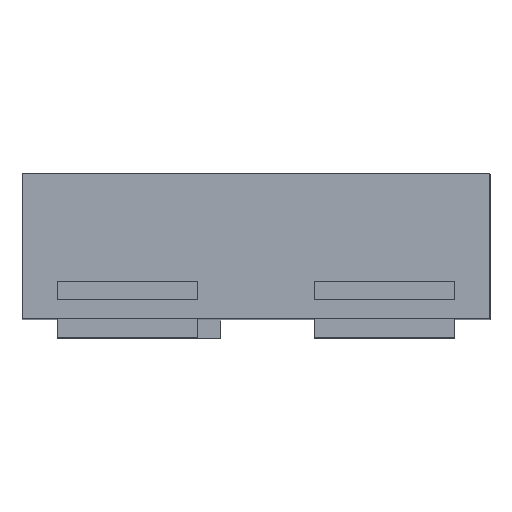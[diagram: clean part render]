
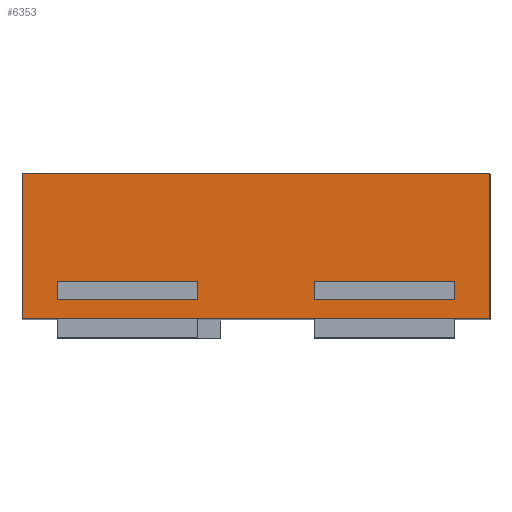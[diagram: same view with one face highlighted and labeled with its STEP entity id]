
A CAD part, top view. The second image highlights one B-rep face of the part: STEP entity #6353.
In plain terms, the highlighted planar face has unit normal (0, 0, 1).
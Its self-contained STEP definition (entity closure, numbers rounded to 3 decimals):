
#67 = VECTOR ( 'NONE', #2784, 1000. ) ;
#157 = LINE ( 'NONE', #3871, #1084 ) ;
#191 = CARTESIAN_POINT ( 'NONE',  ( 0.125, 0.12, 0.675 ) ) ;
#397 = LINE ( 'NONE', #3268, #3240 ) ;
#410 = ORIENTED_EDGE ( 'NONE', *, *, #1294, .T. ) ;
#518 = VERTEX_POINT ( 'NONE', #1845 ) ;
#791 = VERTEX_POINT ( 'NONE', #6156 ) ;
#816 = ORIENTED_EDGE ( 'NONE', *, *, #4439, .F. ) ;
#903 = VECTOR ( 'NONE', #5179, 1000. ) ;
#936 = EDGE_CURVE ( 'NONE', #3785, #3637, #157, .T. ) ;
#957 = LINE ( 'NONE', #6126, #3334 ) ;
#969 = ORIENTED_EDGE ( 'NONE', *, *, #1352, .T. ) ;
#989 = CARTESIAN_POINT ( 'NONE',  ( -0.5, 2.38, 0.675 ) ) ;
#1084 = VECTOR ( 'NONE', #3325, 1000. ) ;
#1159 = ORIENTED_EDGE ( 'NONE', *, *, #3835, .T. ) ;
#1207 = LINE ( 'NONE', #1903, #67 ) ;
#1294 = EDGE_CURVE ( 'NONE', #5771, #2913, #2724, .T. ) ;
#1349 = ORIENTED_EDGE ( 'NONE', *, *, #3500, .T. ) ;
#1352 = EDGE_CURVE ( 'NONE', #3880, #3785, #4781, .T. ) ;
#1386 = ORIENTED_EDGE ( 'NONE', *, *, #4238, .T. ) ;
#1441 = CARTESIAN_POINT ( 'NONE',  ( -0.125, 0.12, 0.675 ) ) ;
#1532 = DIRECTION ( 'NONE',  ( 0., 0., -1. ) ) ;
#1538 = DIRECTION ( 'NONE',  ( 0., -1., 0. ) ) ;
#1547 = CARTESIAN_POINT ( 'NONE',  ( 0.425, 0.12, 0.675 ) ) ;
#1624 = VERTEX_POINT ( 'NONE', #1441 ) ;
#1765 = LINE ( 'NONE', #6342, #5835 ) ;
#1810 = CARTESIAN_POINT ( 'NONE',  ( 0.5, 0.04, 0.675 ) ) ;
#1819 = CARTESIAN_POINT ( 'NONE',  ( -0.5, 0.04, 0.675 ) ) ;
#1845 = CARTESIAN_POINT ( 'NONE',  ( -0.125, 0.08, 0.675 ) ) ;
#1902 = VERTEX_POINT ( 'NONE', #4921 ) ;
#1903 = CARTESIAN_POINT ( 'NONE',  ( -0.425, 0.12, 0.675 ) ) ;
#1913 = EDGE_LOOP ( 'NONE', ( #410, #6312, #1159, #1349 ) ) ;
#1941 = ORIENTED_EDGE ( 'NONE', *, *, #5563, .T. ) ;
#1952 = VECTOR ( 'NONE', #5958, 1000. ) ;
#2299 = FACE_OUTER_BOUND ( 'NONE', #5125, .T. ) ;
#2724 = LINE ( 'NONE', #3641, #903 ) ;
#2749 = LINE ( 'NONE', #3699, #3073 ) ;
#2774 = DIRECTION ( 'NONE',  ( -1., 0., 0. ) ) ;
#2784 = DIRECTION ( 'NONE',  ( 1., 0., 0. ) ) ;
#2887 = DIRECTION ( 'NONE',  ( 0., 1., 0. ) ) ;
#2913 = VERTEX_POINT ( 'NONE', #3767 ) ;
#2990 = ORIENTED_EDGE ( 'NONE', *, *, #3690, .F. ) ;
#3057 = PLANE ( 'NONE',  #3979 ) ;
#3073 = VECTOR ( 'NONE', #5123, 1000. ) ;
#3240 = VECTOR ( 'NONE', #2774, 1000. ) ;
#3268 = CARTESIAN_POINT ( 'NONE',  ( -0.425, 0.08, 0.675 ) ) ;
#3278 = VECTOR ( 'NONE', #4800, 1000. ) ;
#3325 = DIRECTION ( 'NONE',  ( -1., 0., 0. ) ) ;
#3334 = VECTOR ( 'NONE', #4623, 1000. ) ;
#3416 = EDGE_CURVE ( 'NONE', #2913, #1624, #1207, .T. ) ;
#3475 = LINE ( 'NONE', #6444, #3957 ) ;
#3500 = EDGE_CURVE ( 'NONE', #518, #5771, #397, .T. ) ;
#3583 = EDGE_CURVE ( 'NONE', #3637, #4978, #3475, .T. ) ;
#3637 = VERTEX_POINT ( 'NONE', #5441 ) ;
#3638 = LINE ( 'NONE', #5923, #3888 ) ;
#3641 = CARTESIAN_POINT ( 'NONE',  ( -0.425, 0.08, 0.675 ) ) ;
#3690 = EDGE_CURVE ( 'NONE', #791, #1902, #3638, .T. ) ;
#3699 = CARTESIAN_POINT ( 'NONE',  ( -0.125, 0.08, 0.675 ) ) ;
#3767 = CARTESIAN_POINT ( 'NONE',  ( -0.425, 0.12, 0.675 ) ) ;
#3785 = VERTEX_POINT ( 'NONE', #4027 ) ;
#3835 = EDGE_CURVE ( 'NONE', #1624, #518, #2749, .T. ) ;
#3837 = CARTESIAN_POINT ( 'NONE',  ( 0.425, 0.08, 0.675 ) ) ;
#3871 = CARTESIAN_POINT ( 'NONE',  ( 0.425, 0.08, 0.675 ) ) ;
#3880 = VERTEX_POINT ( 'NONE', #1547 ) ;
#3888 = VECTOR ( 'NONE', #5463, 1000. ) ;
#3948 = LINE ( 'NONE', #4411, #1952 ) ;
#3957 = VECTOR ( 'NONE', #2887, 1000. ) ;
#3979 = AXIS2_PLACEMENT_3D ( 'NONE', #989, #1532, #5627 ) ;
#4027 = CARTESIAN_POINT ( 'NONE',  ( 0.425, 0.08, 0.675 ) ) ;
#4213 = VERTEX_POINT ( 'NONE', #1819 ) ;
#4238 = EDGE_CURVE ( 'NONE', #4213, #4989, #3948, .T. ) ;
#4282 = FACE_BOUND ( 'NONE', #4382, .T. ) ;
#4308 = DIRECTION ( 'NONE',  ( 0., -1., 0. ) ) ;
#4382 = EDGE_LOOP ( 'NONE', ( #969, #6582, #6231, #5961 ) ) ;
#4411 = CARTESIAN_POINT ( 'NONE',  ( -0.5, 0.04, 0.675 ) ) ;
#4439 = EDGE_CURVE ( 'NONE', #1902, #4989, #6562, .T. ) ;
#4558 = VECTOR ( 'NONE', #1538, 1000. ) ;
#4623 = DIRECTION ( 'NONE',  ( 1., 0., 0. ) ) ;
#4781 = LINE ( 'NONE', #3837, #3278 ) ;
#4800 = DIRECTION ( 'NONE',  ( 0., -1., 0. ) ) ;
#4921 = CARTESIAN_POINT ( 'NONE',  ( 0.5, 0.35, 0.675 ) ) ;
#4978 = VERTEX_POINT ( 'NONE', #191 ) ;
#4989 = VERTEX_POINT ( 'NONE', #1810 ) ;
#5123 = DIRECTION ( 'NONE',  ( 0., -1., 0. ) ) ;
#5125 = EDGE_LOOP ( 'NONE', ( #2990, #1941, #1386, #816 ) ) ;
#5179 = DIRECTION ( 'NONE',  ( 0., 1., 0. ) ) ;
#5329 = CARTESIAN_POINT ( 'NONE',  ( -0.425, 0.08, 0.675 ) ) ;
#5441 = CARTESIAN_POINT ( 'NONE',  ( 0.125, 0.08, 0.675 ) ) ;
#5463 = DIRECTION ( 'NONE',  ( 1., 0., 0. ) ) ;
#5545 = CARTESIAN_POINT ( 'NONE',  ( 0.5, 2.38, 0.675 ) ) ;
#5563 = EDGE_CURVE ( 'NONE', #791, #4213, #1765, .T. ) ;
#5627 = DIRECTION ( 'NONE',  ( -1., 0., 0. ) ) ;
#5771 = VERTEX_POINT ( 'NONE', #5329 ) ;
#5835 = VECTOR ( 'NONE', #4308, 1000. ) ;
#5923 = CARTESIAN_POINT ( 'NONE',  ( -0.5, 0.35, 0.675 ) ) ;
#5958 = DIRECTION ( 'NONE',  ( 1., 0., 0. ) ) ;
#5961 = ORIENTED_EDGE ( 'NONE', *, *, #6200, .T. ) ;
#6126 = CARTESIAN_POINT ( 'NONE',  ( 0.425, 0.12, 0.675 ) ) ;
#6156 = CARTESIAN_POINT ( 'NONE',  ( -0.5, 0.35, 0.675 ) ) ;
#6200 = EDGE_CURVE ( 'NONE', #4978, #3880, #957, .T. ) ;
#6211 = FACE_BOUND ( 'NONE', #1913, .T. ) ;
#6231 = ORIENTED_EDGE ( 'NONE', *, *, #3583, .T. ) ;
#6312 = ORIENTED_EDGE ( 'NONE', *, *, #3416, .T. ) ;
#6342 = CARTESIAN_POINT ( 'NONE',  ( -0.5, 2.38, 0.675 ) ) ;
#6353 = ADVANCED_FACE ( 'NONE', ( #6211, #2299, #4282 ), #3057, .F. ) ;
#6444 = CARTESIAN_POINT ( 'NONE',  ( 0.125, 0.08, 0.675 ) ) ;
#6562 = LINE ( 'NONE', #5545, #4558 ) ;
#6582 = ORIENTED_EDGE ( 'NONE', *, *, #936, .T. ) ;
